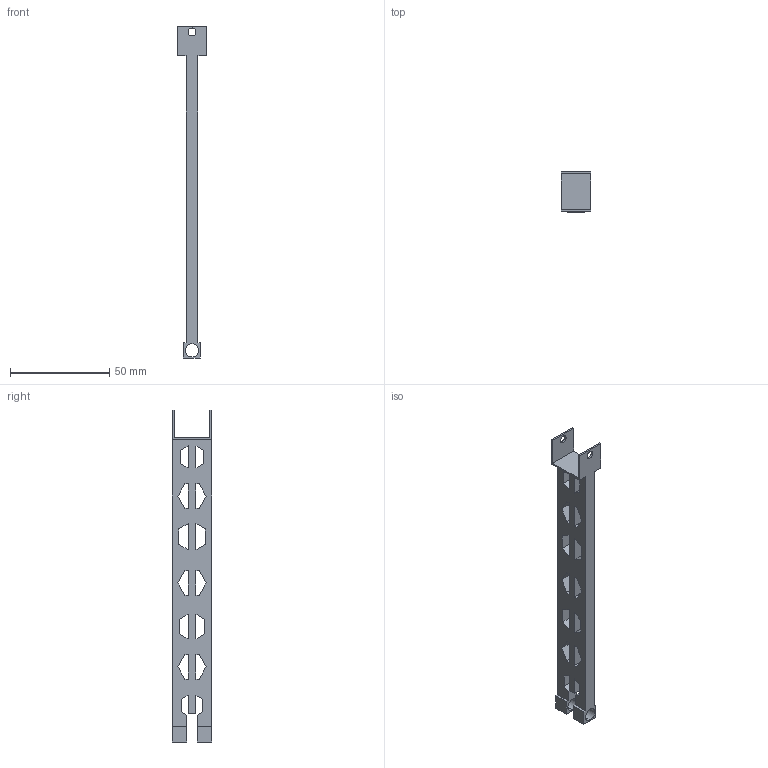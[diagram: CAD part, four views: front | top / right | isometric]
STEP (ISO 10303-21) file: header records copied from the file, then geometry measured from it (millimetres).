
FILE_DESCRIPTION (( 'STEP AP214' ), '1' );
FILE_NAME ('蟀裝-詢.S', '2023-11-01T02:14:52', ( '' ), ( '' ), 'SwSTEP 2.0', 'SolidWorks 2022', '' );
FILE_SCHEMA (( 'AUTOMOTIVE_DESIGN' ));
Length unit declared in the file: millimetre
Products named in the file (1): 连杆-高
Bounding box: 15 x 20 x 166.86 mm (x, y, z)
Volume: 14911.1 mm3; surface area: 11056.9 mm2
Topology: 1 solids, 1 shells, 96 faces, 282 edges, 188 vertices
Faces by surface type: plane 88, cylinder 8
Entity records: 3240 total; most frequent: CARTESIAN_POINT 567, ORIENTED_EDGE 564, DIRECTION 492, EDGE_CURVE 282, VECTOR 266, LINE 266, VERTEX_POINT 188, EDGE_LOOP 128
